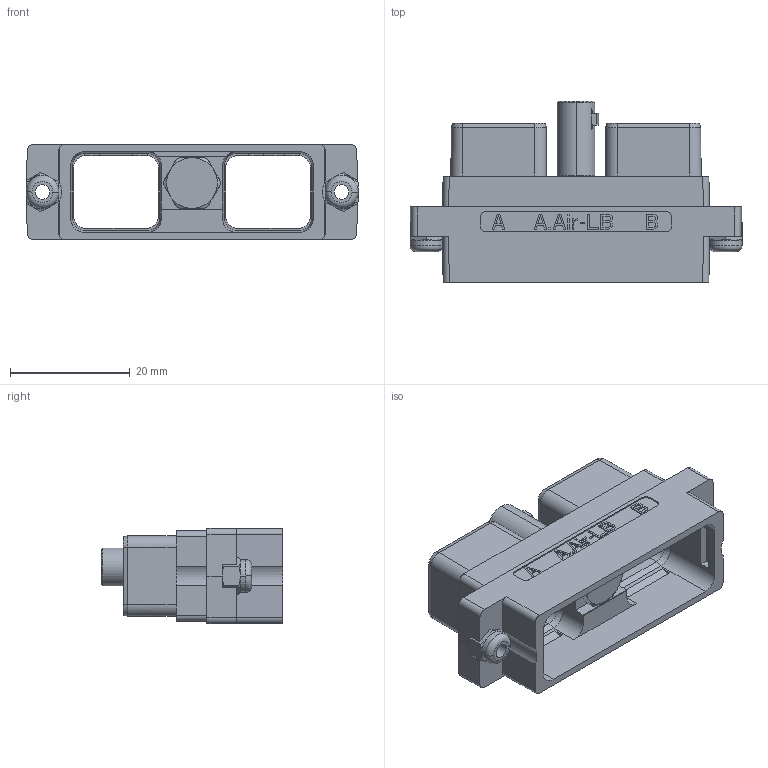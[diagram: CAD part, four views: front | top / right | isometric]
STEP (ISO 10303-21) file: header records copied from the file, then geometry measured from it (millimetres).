
FILE_DESCRIPTION((''),'2;1');
FILE_NAME('SIM2B42VA','2019-09-13T',('presta_be4'),(''),'PRO/ENGINEER BY PARAMETRIC TECHNOLOGY CORPORATION, 2014310','PRO/ENGINEER BY PARAMETRIC TECHNOLOGY CORPORATION, 2014310','');
FILE_SCHEMA(('CONFIG_CONTROL_DESIGN'));
Length unit declared in the file: millimetre
Products named in the file (1): SIM2B42VA
Bounding box: 55.5 x 30.36 x 15.93 mm (x, y, z)
Volume: 6206.3 mm3; surface area: 8547.8 mm2
Topology: 1 solids, 1 shells, 791 faces, 2119 edges, 1370 vertices
Faces by surface type: plane 574, cylinder 123, cone 62, bspline 20, torus 12
Entity records: 32465 total; most frequent: CARTESIAN_POINT 12966, ORIENTED_EDGE 4234, DIRECTION 3693, EDGE_CURVE 2117, VECTOR 1631, LINE 1631, VERTEX_POINT 1370, AXIS2_PLACEMENT_3D 1031
